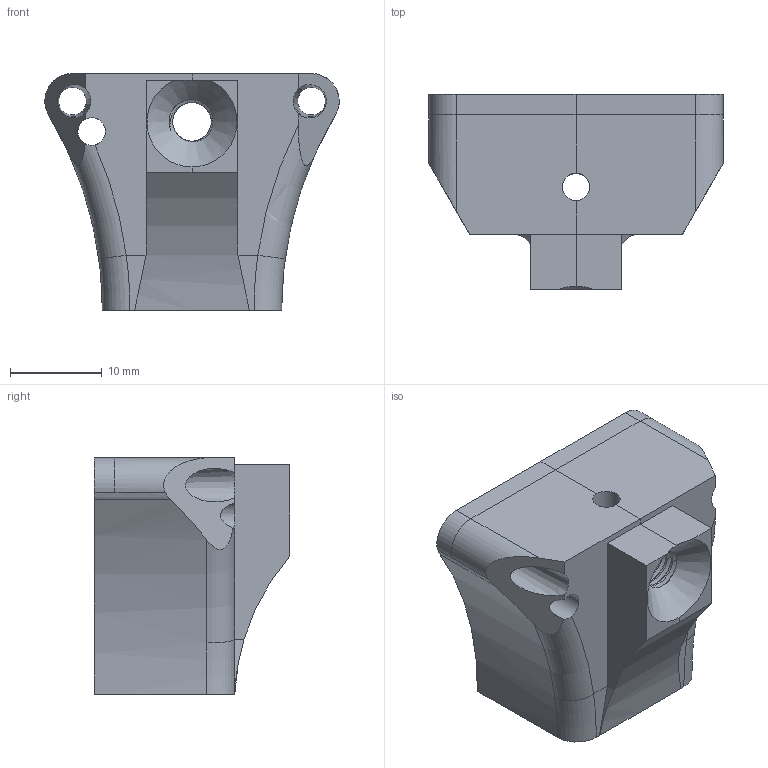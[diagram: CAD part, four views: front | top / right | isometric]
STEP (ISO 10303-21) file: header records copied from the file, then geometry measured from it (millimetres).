
FILE_DESCRIPTION(('FreeCAD Model'),'2;1');
FILE_NAME('Open CASCADE Shape Model','2023-12-07T14:09:42',(''),(''), 'Open CASCADE STEP processor 7.6','FreeCAD','Unknown');
FILE_SCHEMA(('AUTOMOTIVE_DESIGN { 1 0 10303 214 1 1 1 1 }'));
Length unit declared in the file: millimetre
Products named in the file (1): с001
Bounding box: 32 x 21.25 x 25.75 mm (x, y, z)
Volume: 9447.4 mm3; surface area: 3852.4 mm2
Topology: 1 solids, 1 shells, 172 faces, 432 edges, 253 vertices
Faces by surface type: bspline 88, cylinder 46, plane 25, extrusion 6, torus 4, cone 3
Full cylindrical faces by diameter (mm): 3 x7, 4.2 x15
Entity records: 35392 total; most frequent: CARTESIAN_POINT 27936, DIRECTION 945, ORIENTED_EDGE 864, PCURVE 864, DEFINITIONAL_REPRESENTATION 864, VECTOR 638, LINE 632, B_SPLINE_CURVE_WITH_KNOTS 561
